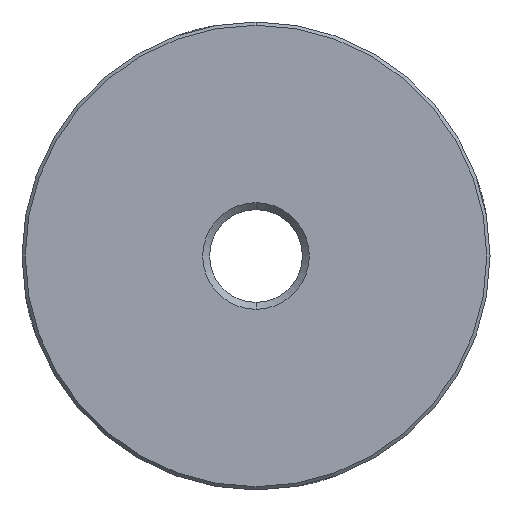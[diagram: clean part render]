
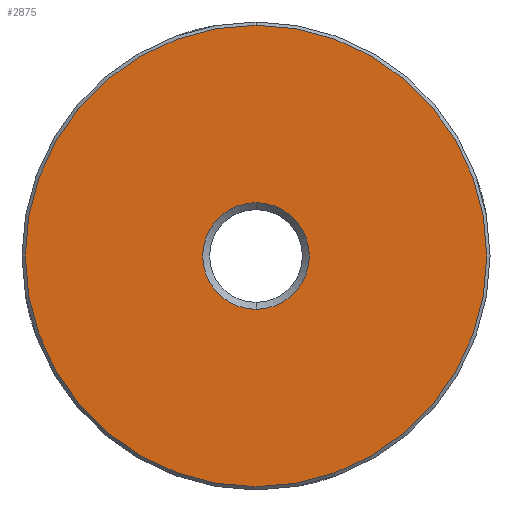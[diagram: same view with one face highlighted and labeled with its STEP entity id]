
A CAD part, front view. The second image highlights one B-rep face of the part: STEP entity #2875.
In plain terms, the highlighted planar face has unit normal (0, -1, 0).
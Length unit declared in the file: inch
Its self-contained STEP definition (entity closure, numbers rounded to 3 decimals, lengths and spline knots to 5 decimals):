
#32 = DIRECTION ( 'NONE',  ( 0., -1., 0. ) ) ;
#61 = CIRCLE ( 'NONE', #2183, 1.025 ) ;
#115 = CIRCLE ( 'NONE', #676, 4.437 ) ;
#153 = PLANE ( 'NONE',  #1639 ) ;
#173 = DIRECTION ( 'NONE',  ( 0., 0., 1. ) ) ;
#197 = FACE_OUTER_BOUND ( 'NONE', #1068, .T. ) ;
#207 = VERTEX_POINT ( 'NONE', #3227 ) ;
#325 = ORIENTED_EDGE ( 'NONE', *, *, #1024, .T. ) ;
#383 = CARTESIAN_POINT ( 'NONE',  ( 0., 0., -4.437 ) ) ;
#460 = AXIS2_PLACEMENT_3D ( 'NONE', #2181, #1072, #2676 ) ;
#551 = VERTEX_POINT ( 'NONE', #2169 ) ;
#676 = AXIS2_PLACEMENT_3D ( 'NONE', #1572, #32, #2646 ) ;
#791 = CIRCLE ( 'NONE', #3257, 4.437 ) ;
#872 = CARTESIAN_POINT ( 'NONE',  ( 0., 0., 4.437 ) ) ;
#876 = CARTESIAN_POINT ( 'NONE',  ( 0., 0., 0. ) ) ;
#972 = FACE_BOUND ( 'NONE', #3119, .T. ) ;
#1007 = DIRECTION ( 'NONE',  ( 0., 1., 0. ) ) ;
#1024 = EDGE_CURVE ( 'NONE', #1143, #1534, #115, .T. ) ;
#1057 = EDGE_CURVE ( 'NONE', #551, #207, #3041, .T. ) ;
#1068 = EDGE_LOOP ( 'NONE', ( #3399, #325 ) ) ;
#1072 = DIRECTION ( 'NONE',  ( 0., -1., 0. ) ) ;
#1143 = VERTEX_POINT ( 'NONE', #383 ) ;
#1155 = DIRECTION ( 'NONE',  ( 0., 0., -1. ) ) ;
#1269 = ORIENTED_EDGE ( 'NONE', *, *, #1785, .F. ) ;
#1430 = DIRECTION ( 'NONE',  ( 0., -1., 0. ) ) ;
#1534 = VERTEX_POINT ( 'NONE', #872 ) ;
#1572 = CARTESIAN_POINT ( 'NONE',  ( 0., 0., 0. ) ) ;
#1639 = AXIS2_PLACEMENT_3D ( 'NONE', #2049, #1007, #173 ) ;
#1785 = EDGE_CURVE ( 'NONE', #207, #551, #61, .T. ) ;
#1997 = DIRECTION ( 'NONE',  ( 0., 0., 1. ) ) ;
#2049 = CARTESIAN_POINT ( 'NONE',  ( 0., 0., 0. ) ) ;
#2117 = EDGE_CURVE ( 'NONE', #1534, #1143, #791, .T. ) ;
#2169 = CARTESIAN_POINT ( 'NONE',  ( 0., 0., 1.025 ) ) ;
#2181 = CARTESIAN_POINT ( 'NONE',  ( 0., 0., 0. ) ) ;
#2183 = AXIS2_PLACEMENT_3D ( 'NONE', #2782, #2709, #1155 ) ;
#2450 = ORIENTED_EDGE ( 'NONE', *, *, #1057, .F. ) ;
#2646 = DIRECTION ( 'NONE',  ( 0., 0., 1. ) ) ;
#2676 = DIRECTION ( 'NONE',  ( 0., 0., -1. ) ) ;
#2709 = DIRECTION ( 'NONE',  ( 0., -1., 0. ) ) ;
#2782 = CARTESIAN_POINT ( 'NONE',  ( 0., 0., 0. ) ) ;
#2875 = ADVANCED_FACE ( 'NONE', ( #197, #972 ), #153, .F. ) ;
#3041 = CIRCLE ( 'NONE', #460, 1.025 ) ;
#3119 = EDGE_LOOP ( 'NONE', ( #1269, #2450 ) ) ;
#3227 = CARTESIAN_POINT ( 'NONE',  ( 0., 0., -1.025 ) ) ;
#3257 = AXIS2_PLACEMENT_3D ( 'NONE', #876, #1430, #1997 ) ;
#3399 = ORIENTED_EDGE ( 'NONE', *, *, #2117, .T. ) ;
